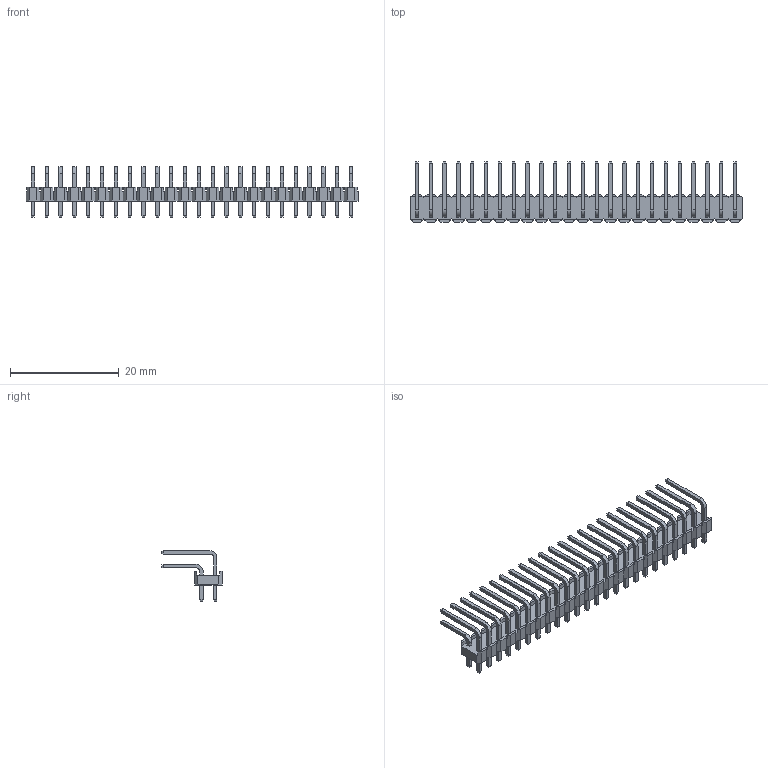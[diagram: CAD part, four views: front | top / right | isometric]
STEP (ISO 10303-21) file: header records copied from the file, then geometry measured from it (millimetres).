
FILE_DESCRIPTION(('STEP AP214'), '1');
FILE_NAME('PLD-R8', '', ('UNSPECIFIED'), ('UNSPECIFIED'), 'ASCON STEP Converter 1.6', 'ASCON Math Kernel', '');
FILE_SCHEMA(('AUTOMOTIVE_DESIGN { 1 0 10303 214 3 1 1}'));
Length unit declared in the file: millimetre
Bounding box: 60.96 x 11.08 x 9.32 mm (x, y, z)
Volume: 823.9 mm3; surface area: 2728.8 mm2
Topology: 1 solids, 1 shells, 1423 faces, 3522 edges, 2220 vertices
Faces by surface type: plane 1327, cylinder 96
Entity records: 52340 total; most frequent: CARTESIAN_POINT 7166, ORIENTED_EDGE 7044, DIRECTION 6562, EDGE_CURVE 3522, LINE 3330, VECTOR 3330, VERTEX_POINT 2220, AXIS2_PLACEMENT_3D 1616
